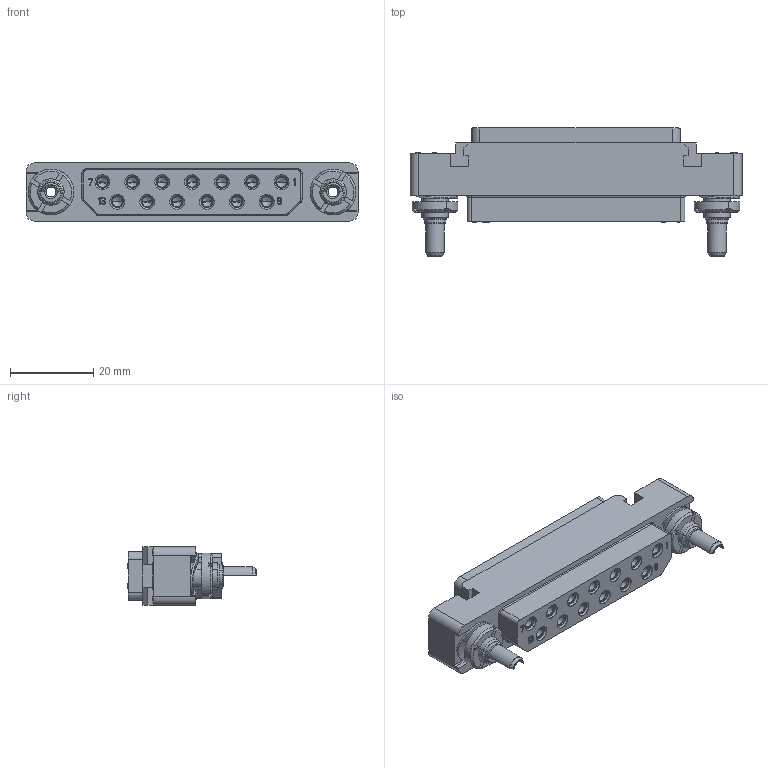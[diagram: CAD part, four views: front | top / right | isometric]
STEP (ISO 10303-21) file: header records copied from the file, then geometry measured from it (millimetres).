
FILE_DESCRIPTION((''),'2;1');
FILE_NAME('1900ND05S1B00B','2020-08-03T',('presta_be4'),(''),'CREO PARAMETRIC BY PTC INC, 2018360','CREO PARAMETRIC BY PTC INC, 2018360','');
FILE_SCHEMA(('CONFIG_CONTROL_DESIGN'));
Products named in the file (1): 1900ND05S1B00B
Bounding box: 80 x 30.87 x 14 mm (x, y, z)
Volume: 16348.3 mm3; surface area: 14818 mm2
Topology: 3 solids, 3 shells, 2604 faces, 6643 edges, 4128 vertices
Faces by surface type: plane 1113, cylinder 731, torus 342, cone 330, bspline 62, extrusion 26
Entity records: 84711 total; most frequent: CARTESIAN_POINT 21647, DIRECTION 13244, ORIENTED_EDGE 13174, EDGE_CURVE 6587, AXIS2_PLACEMENT_3D 4790, VERTEX_POINT 4128, VECTOR 3664, LINE 3638
